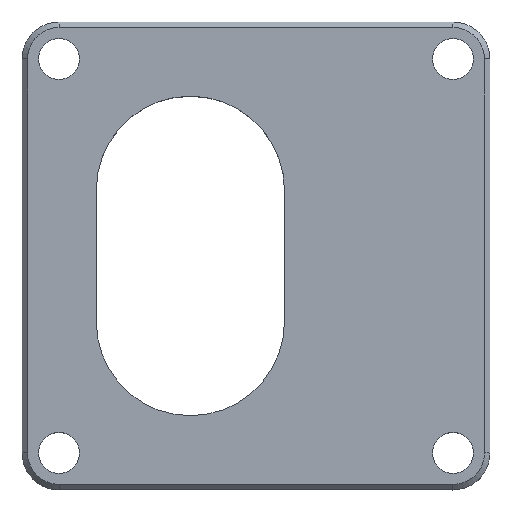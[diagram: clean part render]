
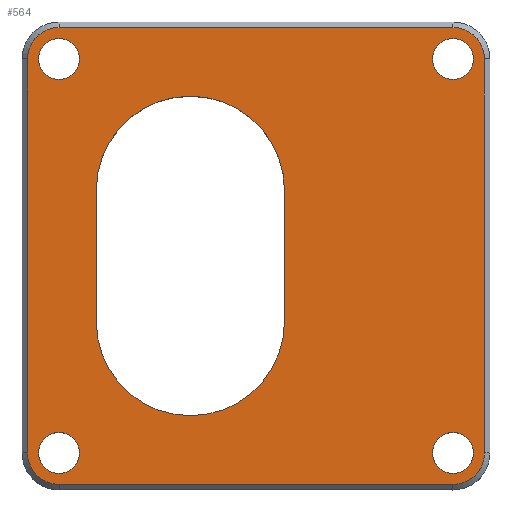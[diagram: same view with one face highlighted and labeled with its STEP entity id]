
A CAD part, top view. The second image highlights one B-rep face of the part: STEP entity #564.
In plain terms, the highlighted planar face has unit normal (0, 0, 1).
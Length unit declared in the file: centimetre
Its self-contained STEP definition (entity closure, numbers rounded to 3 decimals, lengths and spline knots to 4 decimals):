
#18=FACE_BOUND('',#125,.T.);
#19=FACE_BOUND('',#126,.T.);
#20=FACE_BOUND('',#127,.T.);
#21=FACE_BOUND('',#128,.T.);
#22=FACE_BOUND('',#129,.T.);
#46=CIRCLE('',#589,0.2875);
#48=CIRCLE('',#593,0.2875);
#50=CIRCLE('',#597,0.2875);
#52=CIRCLE('',#601,0.2875);
#57=CIRCLE('',#611,0.1875);
#58=CIRCLE('',#612,0.1875);
#59=CIRCLE('',#613,0.1875);
#60=CIRCLE('',#614,0.1875);
#61=CIRCLE('',#615,0.86);
#62=CIRCLE('',#616,0.86);
#92=FACE_OUTER_BOUND('',#124,.T.);
#124=EDGE_LOOP('',(#431,#432,#433,#434,#435,#436,#437,#438));
#125=EDGE_LOOP('',(#439));
#126=EDGE_LOOP('',(#440));
#127=EDGE_LOOP('',(#441));
#128=EDGE_LOOP('',(#442));
#129=EDGE_LOOP('',(#443,#444,#445,#446));
#160=LINE('',#832,#206);
#164=LINE('',#844,#210);
#168=LINE('',#856,#214);
#171=LINE('',#877,#217);
#180=LINE('',#916,#226);
#181=LINE('',#919,#227);
#206=VECTOR('',#657,1.);
#210=VECTOR('',#669,1.);
#214=VECTOR('',#681,1.);
#217=VECTOR('',#692,1.);
#226=VECTOR('',#733,1.);
#227=VECTOR('',#736,1.);
#252=VERTEX_POINT('',#826);
#254=VERTEX_POINT('',#830);
#256=VERTEX_POINT('',#835);
#258=VERTEX_POINT('',#842);
#260=VERTEX_POINT('',#847);
#262=VERTEX_POINT('',#854);
#264=VERTEX_POINT('',#859);
#266=VERTEX_POINT('',#875);
#274=VERTEX_POINT('',#904);
#275=VERTEX_POINT('',#906);
#276=VERTEX_POINT('',#908);
#277=VERTEX_POINT('',#910);
#278=VERTEX_POINT('',#912);
#279=VERTEX_POINT('',#913);
#280=VERTEX_POINT('',#915);
#281=VERTEX_POINT('',#917);
#306=EDGE_CURVE('',#254,#252,#160,.T.);
#308=EDGE_CURVE('',#256,#254,#46,.T.);
#312=EDGE_CURVE('',#258,#256,#164,.T.);
#314=EDGE_CURVE('',#260,#258,#48,.T.);
#318=EDGE_CURVE('',#262,#260,#168,.T.);
#320=EDGE_CURVE('',#264,#262,#50,.T.);
#324=EDGE_CURVE('',#266,#264,#171,.T.);
#325=EDGE_CURVE('',#252,#266,#52,.T.);
#338=EDGE_CURVE('',#274,#274,#57,.T.);
#339=EDGE_CURVE('',#275,#275,#58,.T.);
#340=EDGE_CURVE('',#276,#276,#59,.T.);
#341=EDGE_CURVE('',#277,#277,#60,.T.);
#342=EDGE_CURVE('',#278,#279,#61,.F.);
#343=EDGE_CURVE('',#278,#280,#180,.F.);
#344=EDGE_CURVE('',#281,#280,#62,.F.);
#345=EDGE_CURVE('',#281,#279,#181,.F.);
#431=ORIENTED_EDGE('',*,*,#306,.F.);
#432=ORIENTED_EDGE('',*,*,#308,.F.);
#433=ORIENTED_EDGE('',*,*,#312,.F.);
#434=ORIENTED_EDGE('',*,*,#314,.F.);
#435=ORIENTED_EDGE('',*,*,#318,.F.);
#436=ORIENTED_EDGE('',*,*,#320,.F.);
#437=ORIENTED_EDGE('',*,*,#324,.F.);
#438=ORIENTED_EDGE('',*,*,#325,.F.);
#439=ORIENTED_EDGE('',*,*,#338,.F.);
#440=ORIENTED_EDGE('',*,*,#339,.F.);
#441=ORIENTED_EDGE('',*,*,#340,.F.);
#442=ORIENTED_EDGE('',*,*,#341,.F.);
#443=ORIENTED_EDGE('',*,*,#342,.F.);
#444=ORIENTED_EDGE('',*,*,#343,.T.);
#445=ORIENTED_EDGE('',*,*,#344,.F.);
#446=ORIENTED_EDGE('',*,*,#345,.T.);
#543=PLANE('',#610);
#564=ADVANCED_FACE('',(#92,#18,#19,#20,#21,#22),#543,.T.);
#589=AXIS2_PLACEMENT_3D('',#837,#661,#662);
#593=AXIS2_PLACEMENT_3D('',#849,#673,#674);
#597=AXIS2_PLACEMENT_3D('',#870,#684,#685);
#601=AXIS2_PLACEMENT_3D('',#879,#695,#696);
#610=AXIS2_PLACEMENT_3D('',#903,#721,#722);
#611=AXIS2_PLACEMENT_3D('',#905,#723,#724);
#612=AXIS2_PLACEMENT_3D('',#907,#725,#726);
#613=AXIS2_PLACEMENT_3D('',#909,#727,#728);
#614=AXIS2_PLACEMENT_3D('',#911,#729,#730);
#615=AXIS2_PLACEMENT_3D('',#914,#731,#732);
#616=AXIS2_PLACEMENT_3D('',#918,#734,#735);
#657=DIRECTION('',(0.,-1.,0.));
#661=DIRECTION('center_axis',(0.,0.,-1.));
#662=DIRECTION('ref_axis',(1.,0.,0.));
#669=DIRECTION('',(1.,0.,0.));
#673=DIRECTION('center_axis',(0.,0.,-1.));
#674=DIRECTION('ref_axis',(-1.,0.,0.));
#681=DIRECTION('',(0.,1.,0.));
#684=DIRECTION('center_axis',(0.,0.,-1.));
#685=DIRECTION('ref_axis',(-1.,0.,0.));
#692=DIRECTION('',(-1.,0.,0.));
#695=DIRECTION('center_axis',(0.,0.,-1.));
#696=DIRECTION('ref_axis',(1.,0.,0.));
#721=DIRECTION('center_axis',(0.,0.,1.));
#722=DIRECTION('ref_axis',(1.,0.,0.));
#723=DIRECTION('center_axis',(0.,0.,1.));
#724=DIRECTION('ref_axis',(-1.,0.,0.));
#725=DIRECTION('center_axis',(0.,0.,1.));
#726=DIRECTION('ref_axis',(-1.,0.,0.));
#727=DIRECTION('center_axis',(0.,0.,1.));
#728=DIRECTION('ref_axis',(-1.,0.,0.));
#729=DIRECTION('center_axis',(0.,0.,1.));
#730=DIRECTION('ref_axis',(-1.,0.,0.));
#731=DIRECTION('center_axis',(0.,0.,-1.));
#732=DIRECTION('ref_axis',(-1.,0.,0.));
#733=DIRECTION('',(0.,-1.,0.));
#734=DIRECTION('center_axis',(0.,0.,-1.));
#735=DIRECTION('ref_axis',(1.,0.,0.));
#736=DIRECTION('',(0.,1.,0.));
#826=CARTESIAN_POINT('',(3.8875,0.0013,0.9));
#830=CARTESIAN_POINT('',(3.8875,3.6,0.9));
#832=CARTESIAN_POINT('',(3.8875,0.0007,0.9));
#835=CARTESIAN_POINT('',(3.6,3.8875,0.9));
#837=CARTESIAN_POINT('Origin',(3.6,3.6,0.9));
#842=CARTESIAN_POINT('',(0.,3.8875,0.9));
#844=CARTESIAN_POINT('',(1.8,3.8875,0.9));
#847=CARTESIAN_POINT('',(-0.2875,3.6,0.9));
#849=CARTESIAN_POINT('Origin',(0.,3.6,0.9));
#854=CARTESIAN_POINT('',(-0.2875,0.,0.9));
#856=CARTESIAN_POINT('',(-0.2875,1.8,0.9));
#859=CARTESIAN_POINT('',(0.0013,-0.2875,0.9));
#870=CARTESIAN_POINT('Origin',(0.,0.,0.9));
#875=CARTESIAN_POINT('',(3.6,-0.2875,0.9));
#877=CARTESIAN_POINT('',(0.0007,-0.2875,0.9));
#879=CARTESIAN_POINT('Origin',(3.6,0.,0.9));
#903=CARTESIAN_POINT('Origin',(0.,0.,0.9));
#904=CARTESIAN_POINT('',(0.1875,0.,0.9));
#905=CARTESIAN_POINT('Origin',(0.,0.,0.9));
#906=CARTESIAN_POINT('',(3.4125,0.,0.9));
#907=CARTESIAN_POINT('Origin',(3.6,0.,0.9));
#908=CARTESIAN_POINT('',(3.4125,3.6,0.9));
#909=CARTESIAN_POINT('Origin',(3.6,3.6,0.9));
#910=CARTESIAN_POINT('',(0.1875,3.6,0.9));
#911=CARTESIAN_POINT('Origin',(0.,3.6,0.9));
#912=CARTESIAN_POINT('',(0.34,1.2,0.9));
#913=CARTESIAN_POINT('',(2.06,1.2,0.9));
#914=CARTESIAN_POINT('Origin',(1.2,1.2,0.9));
#915=CARTESIAN_POINT('',(0.34,2.4,0.9));
#916=CARTESIAN_POINT('',(0.34,0.6,0.9));
#917=CARTESIAN_POINT('',(2.06,2.4,0.9));
#918=CARTESIAN_POINT('Origin',(1.2,2.4,0.9));
#919=CARTESIAN_POINT('',(2.06,1.2,0.9));
